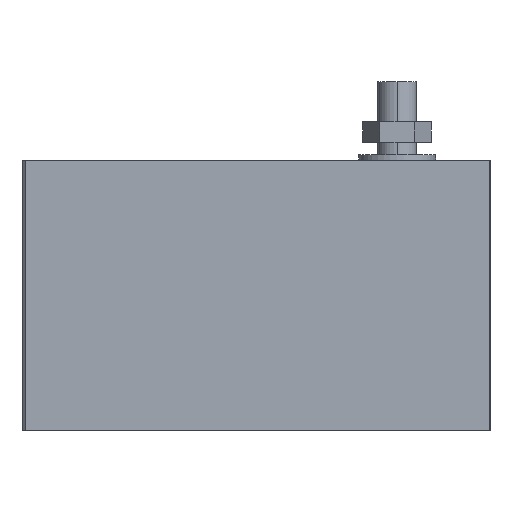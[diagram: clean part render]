
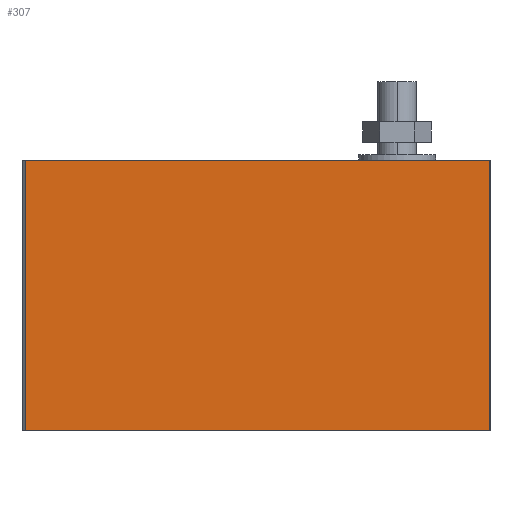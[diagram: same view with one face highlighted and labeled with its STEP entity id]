
A CAD part, left-side view. The second image highlights one B-rep face of the part: STEP entity #307.
In plain terms, the highlighted planar face has unit normal (-1, 0, 0).
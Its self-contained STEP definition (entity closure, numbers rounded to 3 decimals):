
#209=CARTESIAN_POINT('',(-125.0,142.686,83.0));
#210=VERTEX_POINT('',#209);
#217=CARTESIAN_POINT('',(-125.0,0.0,83.0));
#218=VERTEX_POINT('',#217);
#219=CARTESIAN_POINT('',(-125.0,0.0,83.0));
#220=DIRECTION('',(0.0,1.0,0.0));
#221=VECTOR('',#220,142.686);
#222=LINE('',#219,#221);
#223=EDGE_CURVE('',#218,#210,#222,.T.);
#266=CARTESIAN_POINT('',(-125.0,0.0,0.0));
#267=VERTEX_POINT('',#266);
#268=CARTESIAN_POINT('',(-125.0,0.0,0.0));
#269=DIRECTION('',(0.0,0.0,1.0));
#270=VECTOR('',#269,83.0);
#271=LINE('',#268,#270);
#272=EDGE_CURVE('',#267,#218,#271,.T.);
#284=CARTESIAN_POINT('',(-125.0,0.0,0.0));
#285=DIRECTION('',(-1.0,0.0,0.0));
#286=DIRECTION('',(0.0,0.0,1.0));
#287=AXIS2_PLACEMENT_3D('',#284,#285,#286);
#288=PLANE('',#287);
#289=ORIENTED_EDGE('',*,*,#223,.T.);
#290=CARTESIAN_POINT('',(-125.0,142.686,0.0));
#291=VERTEX_POINT('',#290);
#292=CARTESIAN_POINT('',(-125.0,142.686,0.0));
#293=DIRECTION('',(0.0,0.0,1.0));
#294=VECTOR('',#293,83.0);
#295=LINE('',#292,#294);
#296=EDGE_CURVE('',#291,#210,#295,.T.);
#297=ORIENTED_EDGE('',*,*,#296,.F.);
#298=CARTESIAN_POINT('',(-125.0,142.686,0.0));
#299=DIRECTION('',(0.0,-1.0,0.0));
#300=VECTOR('',#299,142.686);
#301=LINE('',#298,#300);
#302=EDGE_CURVE('',#291,#267,#301,.T.);
#303=ORIENTED_EDGE('',*,*,#302,.T.);
#304=ORIENTED_EDGE('',*,*,#272,.T.);
#305=EDGE_LOOP('',(#289,#297,#303,#304));
#306=FACE_OUTER_BOUND('',#305,.T.);
#307=ADVANCED_FACE('',(#306),#288,.T.);
